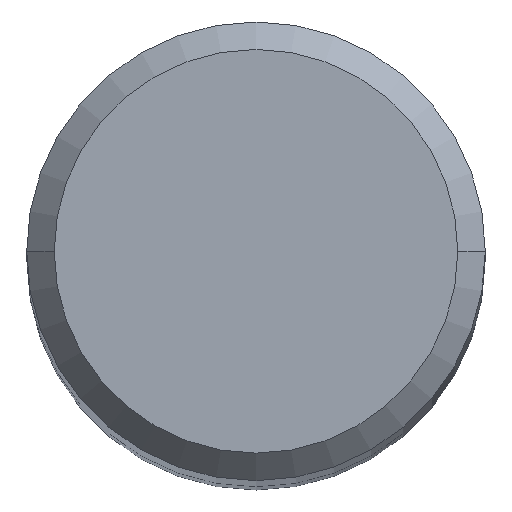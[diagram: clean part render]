
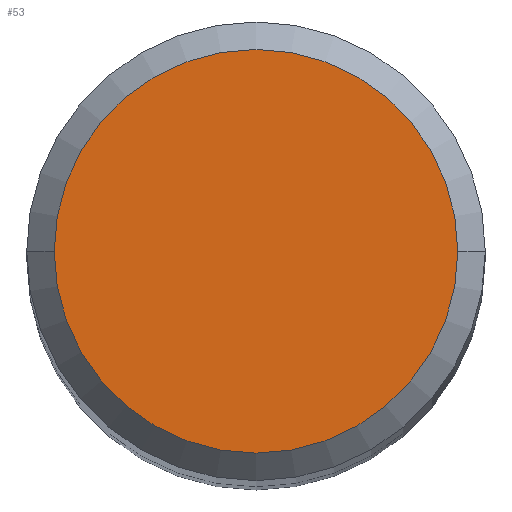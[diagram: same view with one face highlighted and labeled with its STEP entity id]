
A CAD part, top view. The second image highlights one B-rep face of the part: STEP entity #53.
In plain terms, the highlighted planar face has unit normal (0, 0, 1).
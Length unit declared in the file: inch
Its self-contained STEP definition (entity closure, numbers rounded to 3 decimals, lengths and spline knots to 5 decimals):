
#9 = CARTESIAN_POINT ( 'NONE',  ( 0.11, 0., 3. ) ) ;
#11 = AXIS2_PLACEMENT_3D ( 'NONE', #218, #184, #191 ) ;
#32 = CARTESIAN_POINT ( 'NONE',  ( 0., 0., 3. ) ) ;
#34 = VERTEX_POINT ( 'NONE', #9 ) ;
#52 = CIRCLE ( 'NONE', #116, 0.11 ) ;
#53 = ADVANCED_FACE ( 'NONE', ( #186 ), #125, .T. ) ;
#81 = CARTESIAN_POINT ( 'NONE',  ( -0.11, 0., 3. ) ) ;
#84 = DIRECTION ( 'NONE',  ( 1., 0., 0. ) ) ;
#113 = ORIENTED_EDGE ( 'NONE', *, *, #173, .T. ) ;
#116 = AXIS2_PLACEMENT_3D ( 'NONE', #270, #128, #84 ) ;
#118 = EDGE_CURVE ( 'NONE', #200, #34, #204, .T. ) ;
#122 = DIRECTION ( 'NONE',  ( 0., 0., 1. ) ) ;
#125 = PLANE ( 'NONE',  #11 ) ;
#128 = DIRECTION ( 'NONE',  ( 0., 0., 1. ) ) ;
#173 = EDGE_CURVE ( 'NONE', #34, #200, #52, .T. ) ;
#184 = DIRECTION ( 'NONE',  ( 0., 0., 1. ) ) ;
#186 = FACE_OUTER_BOUND ( 'NONE', #292, .T. ) ;
#191 = DIRECTION ( 'NONE',  ( 1., 0., 0. ) ) ;
#200 = VERTEX_POINT ( 'NONE', #81 ) ;
#204 = CIRCLE ( 'NONE', #277, 0.11 ) ;
#215 = DIRECTION ( 'NONE',  ( 1., 0., 0. ) ) ;
#218 = CARTESIAN_POINT ( 'NONE',  ( 0., 0., 3. ) ) ;
#226 = ORIENTED_EDGE ( 'NONE', *, *, #118, .T. ) ;
#270 = CARTESIAN_POINT ( 'NONE',  ( 0., 0., 3. ) ) ;
#277 = AXIS2_PLACEMENT_3D ( 'NONE', #32, #122, #215 ) ;
#292 = EDGE_LOOP ( 'NONE', ( #226, #113 ) ) ;
